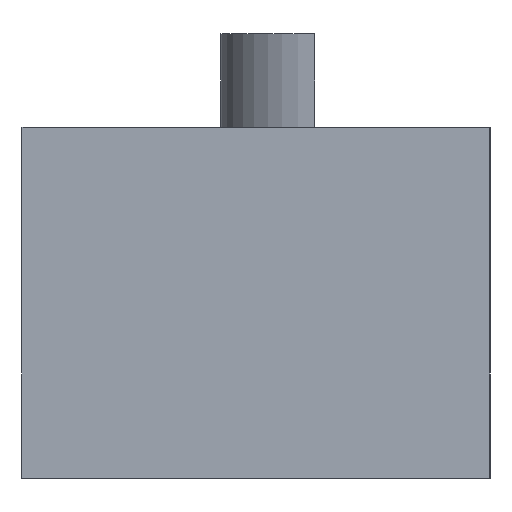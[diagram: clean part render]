
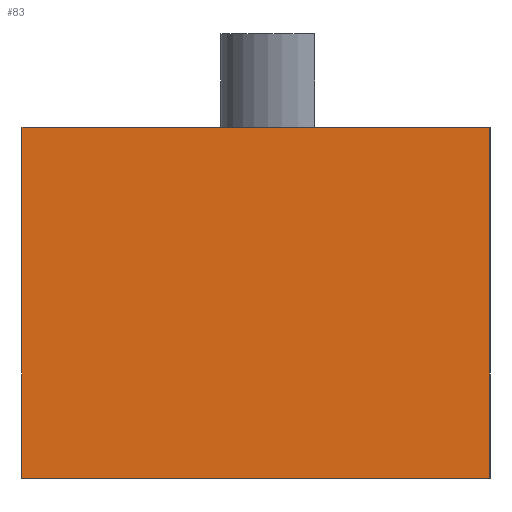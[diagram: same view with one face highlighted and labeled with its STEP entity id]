
A CAD part, left-side view. The second image highlights one B-rep face of the part: STEP entity #83.
In plain terms, the highlighted planar face has unit normal (-1, 0, 0).
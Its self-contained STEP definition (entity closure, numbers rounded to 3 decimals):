
#83 = ADVANCED_FACE( '', ( #118 ), #119, .F. );
#118 = FACE_OUTER_BOUND( '', #171, .T. );
#119 = PLANE( '', #172 );
#171 = EDGE_LOOP( '', ( #251, #252, #253, #254 ) );
#172 = AXIS2_PLACEMENT_3D( '', #255, #256, #257 );
#251 = ORIENTED_EDGE( '', *, *, #335, .T. );
#252 = ORIENTED_EDGE( '', *, *, #336, .F. );
#253 = ORIENTED_EDGE( '', *, *, #318, .F. );
#254 = ORIENTED_EDGE( '', *, *, #337, .T. );
#255 = CARTESIAN_POINT( '', ( -37.5, 20., 30. ) );
#256 = DIRECTION( '', ( 1., 0., 0. ) );
#257 = DIRECTION( '', ( 0., 1., 0. ) );
#318 = EDGE_CURVE( '', #348, #349, #350, .T. );
#335 = EDGE_CURVE( '', #380, #381, #382, .T. );
#336 = EDGE_CURVE( '', #349, #381, #383, .T. );
#337 = EDGE_CURVE( '', #348, #380, #384, .T. );
#348 = VERTEX_POINT( '', #402 );
#349 = VERTEX_POINT( '', #403 );
#350 = LINE( '', #404, #405 );
#380 = VERTEX_POINT( '', #442 );
#381 = VERTEX_POINT( '', #443 );
#382 = LINE( '', #444, #445 );
#383 = LINE( '', #446, #447 );
#384 = LINE( '', #448, #449 );
#402 = CARTESIAN_POINT( '', ( -37.5, 20., 30. ) );
#403 = CARTESIAN_POINT( '', ( -37.5, -20., 30. ) );
#404 = CARTESIAN_POINT( '', ( -37.5, 20., 30. ) );
#405 = VECTOR( '', #472, 1000. );
#442 = CARTESIAN_POINT( '', ( -37.5, 20., 0. ) );
#443 = CARTESIAN_POINT( '', ( -37.5, -20., 0. ) );
#444 = CARTESIAN_POINT( '', ( -37.5, 20., 0. ) );
#445 = VECTOR( '', #507, 1000. );
#446 = CARTESIAN_POINT( '', ( -37.5, -20., 30. ) );
#447 = VECTOR( '', #508, 1000. );
#448 = CARTESIAN_POINT( '', ( -37.5, 20., 30. ) );
#449 = VECTOR( '', #509, 1000. );
#472 = DIRECTION( '', ( 0., -1., 0. ) );
#507 = DIRECTION( '', ( 0., -1., 0. ) );
#508 = DIRECTION( '', ( 0., 0., -1. ) );
#509 = DIRECTION( '', ( 0., 0., -1. ) );
